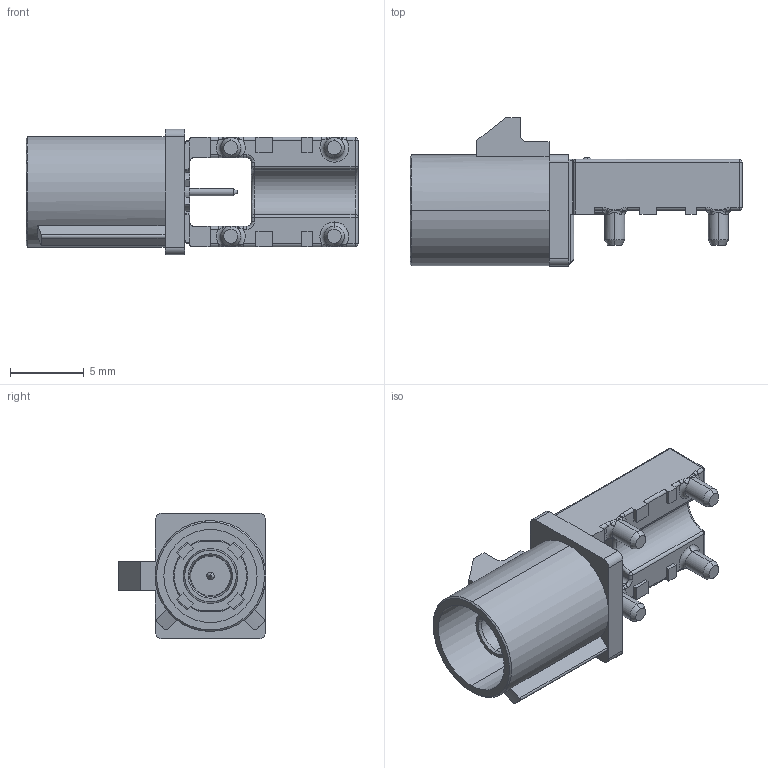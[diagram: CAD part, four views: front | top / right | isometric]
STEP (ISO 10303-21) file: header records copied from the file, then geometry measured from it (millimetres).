
FILE_DESCRIPTION (( 'STEP AP214' ), '1' );
FILE_NAME ('12-00003--A115687-001.STEP', '2020-09-18T14:27:13', ( '' ), ( '' ), 'SwSTEP 2.0', 'SolidWorks 2018', '' );
FILE_SCHEMA (( 'AUTOMOTIVE_DESIGN' ));
Length unit declared in the file: millimetre
Products named in the file (2): 12-00003--A115687-001
Bounding box: 22.45 x 10 x 8.5 mm (x, y, z)
Volume: 540.5 mm3; surface area: 1046.3 mm2
Topology: 1 solids, 1 shells, 317 faces, 813 edges, 495 vertices
Faces by surface type: plane 123, cylinder 97, bspline 36, cone 28, torus 25, sphere 8
Entity records: 14369 total; most frequent: CARTESIAN_POINT 3433, ORIENTED_EDGE 1602, DIRECTION 1523, EDGE_CURVE 801, AXIS2_PLACEMENT_3D 565, VERTEX_POINT 495, LINE 393, VECTOR 393
